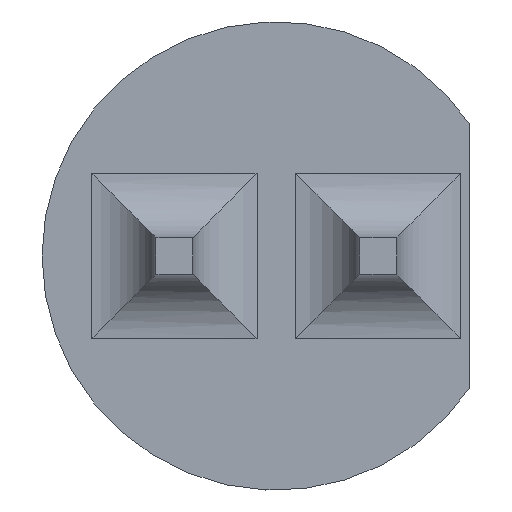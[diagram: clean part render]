
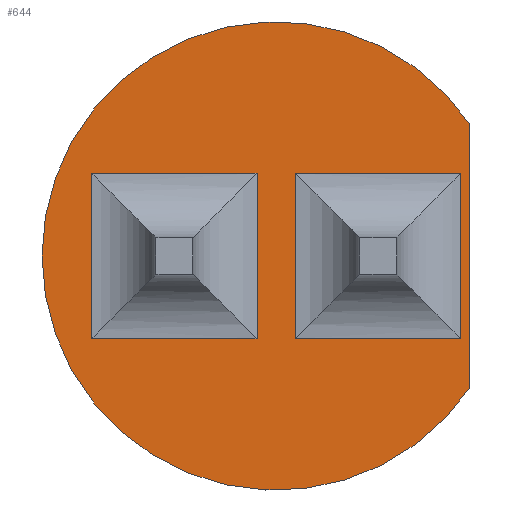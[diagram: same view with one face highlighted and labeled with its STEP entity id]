
A CAD part, front view. The second image highlights one B-rep face of the part: STEP entity #644.
In plain terms, the highlighted planar face has unit normal (0, -1, 0).
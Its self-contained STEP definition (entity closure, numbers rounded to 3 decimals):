
#11 = ORIENTED_EDGE ( 'NONE', *, *, #123, .T. ) ;
#14 = ORIENTED_EDGE ( 'NONE', *, *, #124, .T. ) ;
#18 = ORIENTED_EDGE ( 'NONE', *, *, #57, .T. ) ;
#22 = EDGE_LOOP ( 'NONE', ( #132, #129, #135 ) ) ;
#23 = ORIENTED_EDGE ( 'NONE', *, *, #60, .T. ) ;
#25 = ORIENTED_EDGE ( 'NONE', *, *, #59, .T. ) ;
#26 = ORIENTED_EDGE ( 'NONE', *, *, #116, .T. ) ;
#28 = ORIENTED_EDGE ( 'NONE', *, *, #61, .T. ) ;
#31 = ORIENTED_EDGE ( 'NONE', *, *, #62, .T. ) ;
#57 = EDGE_CURVE ( 'NONE', #688, #663, #787, .T. ) ;
#59 = EDGE_CURVE ( 'NONE', #655, #687, #785, .T. ) ;
#60 = EDGE_CURVE ( 'NONE', #687, #648, #786, .T. ) ;
#61 = EDGE_CURVE ( 'NONE', #648, #649, #791, .T. ) ;
#62 = EDGE_CURVE ( 'NONE', #649, #655, #793, .T. ) ;
#63 = EDGE_CURVE ( 'NONE', #693, #661, #795, .T. ) ;
#64 = EDGE_CURVE ( 'NONE', #388, #693, #789, .T. ) ;
#87 = EDGE_CURVE ( 'NONE', #661, #388, #834, .T. ) ;
#116 = EDGE_CURVE ( 'NONE', #663, #691, #870, .T. ) ;
#119 = AXIS2_PLACEMENT_3D ( 'NONE', #223, #221, #215 ) ;
#122 = AXIS2_PLACEMENT_3D ( 'NONE', #268, #267, #265 ) ;
#123 = EDGE_CURVE ( 'NONE', #691, #689, #871, .T. ) ;
#124 = EDGE_CURVE ( 'NONE', #689, #688, #873, .T. ) ;
#129 = ORIENTED_EDGE ( 'NONE', *, *, #64, .F. ) ;
#132 = ORIENTED_EDGE ( 'NONE', *, *, #63, .F. ) ;
#135 = ORIENTED_EDGE ( 'NONE', *, *, #87, .F. ) ;
#138 = CARTESIAN_POINT ( 'NONE',  ( 1.5, 1., 1.03 ) ) ;
#144 = CARTESIAN_POINT ( 'NONE',  ( -2.92, 1., 0. ) ) ;
#151 = DIRECTION ( 'NONE',  ( 0., 0., 1. ) ) ;
#152 = CARTESIAN_POINT ( 'NONE',  ( 0.24, 1., 0.23 ) ) ;
#215 = DIRECTION ( 'NONE',  ( -1., 0., 0. ) ) ;
#221 = DIRECTION ( 'NONE',  ( 0., 1., 0. ) ) ;
#223 = CARTESIAN_POINT ( 'NONE',  ( 0., 1., 0. ) ) ;
#229 = DIRECTION ( 'NONE',  ( 0., 0., -1. ) ) ;
#232 = CARTESIAN_POINT ( 'NONE',  ( -1.04, 1., 1.03 ) ) ;
#235 = CARTESIAN_POINT ( 'NONE',  ( 2.415, 1., 0. ) ) ;
#237 = DIRECTION ( 'NONE',  ( 1., 0., 0. ) ) ;
#241 = CARTESIAN_POINT ( 'NONE',  ( 1.04, 1., -1.03 ) ) ;
#244 = DIRECTION ( 'NONE',  ( 0., 0., 1. ) ) ;
#246 = CARTESIAN_POINT ( 'NONE',  ( -2.3, 1., 0.23 ) ) ;
#248 = DIRECTION ( 'NONE',  ( -1., 0., 0. ) ) ;
#255 = DIRECTION ( 'NONE',  ( 0., 0., -1. ) ) ;
#257 = DIRECTION ( 'NONE',  ( -1., 0., 0. ) ) ;
#261 = CARTESIAN_POINT ( 'NONE',  ( -0.24, 1., -0.23 ) ) ;
#265 = DIRECTION ( 'NONE',  ( -1., 0., 0. ) ) ;
#266 = CARTESIAN_POINT ( 'NONE',  ( -1.5, 1., -1.03 ) ) ;
#267 = DIRECTION ( 'NONE',  ( 0., 1., 0. ) ) ;
#268 = CARTESIAN_POINT ( 'NONE',  ( 0., 1., 0. ) ) ;
#280 = DIRECTION ( 'NONE',  ( 0., 0., -1. ) ) ;
#283 = CARTESIAN_POINT ( 'NONE',  ( 2.3, 1., -0.23 ) ) ;
#298 = DIRECTION ( 'NONE',  ( 1., 0., 0. ) ) ;
#367 = AXIS2_PLACEMENT_3D ( 'NONE', #520, #522, #527 ) ;
#388 = VERTEX_POINT ( 'NONE', #144 ) ;
#520 = CARTESIAN_POINT ( 'NONE',  ( 0., 1., 0. ) ) ;
#522 = DIRECTION ( 'NONE',  ( 0., 1., 0. ) ) ;
#526 = PLANE ( 'NONE',  #367 ) ;
#527 = DIRECTION ( 'NONE',  ( -1., 0., 0. ) ) ;
#537 = CARTESIAN_POINT ( 'NONE',  ( 2.415, 1., -1.641 ) ) ;
#538 = CARTESIAN_POINT ( 'NONE',  ( -2.3, 1., -1.03 ) ) ;
#539 = CARTESIAN_POINT ( 'NONE',  ( -2.3, 1., 1.03 ) ) ;
#545 = CARTESIAN_POINT ( 'NONE',  ( -0.24, 1., 1.03 ) ) ;
#551 = CARTESIAN_POINT ( 'NONE',  ( 0.24, 1., -1.03 ) ) ;
#557 = CARTESIAN_POINT ( 'NONE',  ( -0.24, 1., -1.03 ) ) ;
#558 = CARTESIAN_POINT ( 'NONE',  ( 2.3, 1., -1.03 ) ) ;
#559 = CARTESIAN_POINT ( 'NONE',  ( 2.3, 1., 1.03 ) ) ;
#561 = CARTESIAN_POINT ( 'NONE',  ( 0.24, 1., 1.03 ) ) ;
#563 = CARTESIAN_POINT ( 'NONE',  ( 2.415, 1., 1.641 ) ) ;
#609 = FACE_BOUND ( 'NONE', #671, .T. ) ;
#612 = FACE_BOUND ( 'NONE', #673, .T. ) ;
#613 = FACE_OUTER_BOUND ( 'NONE', #22, .T. ) ;
#644 = ADVANCED_FACE ( 'NONE', ( #612, #609, #613 ), #526, .F. ) ;
#648 = VERTEX_POINT ( 'NONE', #538 ) ;
#649 = VERTEX_POINT ( 'NONE', #539 ) ;
#655 = VERTEX_POINT ( 'NONE', #545 ) ;
#661 = VERTEX_POINT ( 'NONE', #537 ) ;
#663 = VERTEX_POINT ( 'NONE', #551 ) ;
#671 = EDGE_LOOP ( 'NONE', ( #25, #23, #28, #31 ) ) ;
#673 = EDGE_LOOP ( 'NONE', ( #26, #11, #14, #18 ) ) ;
#687 = VERTEX_POINT ( 'NONE', #557 ) ;
#688 = VERTEX_POINT ( 'NONE', #558 ) ;
#689 = VERTEX_POINT ( 'NONE', #559 ) ;
#691 = VERTEX_POINT ( 'NONE', #561 ) ;
#693 = VERTEX_POINT ( 'NONE', #563 ) ;
#785 = LINE ( 'NONE', #261, #790 ) ;
#786 = LINE ( 'NONE', #266, #792 ) ;
#787 = LINE ( 'NONE', #241, #788 ) ;
#788 = VECTOR ( 'NONE', #257, 1000. ) ;
#789 = CIRCLE ( 'NONE', #119, 2.92 ) ;
#790 = VECTOR ( 'NONE', #255, 1000. ) ;
#791 = LINE ( 'NONE', #246, #794 ) ;
#792 = VECTOR ( 'NONE', #248, 1000. ) ;
#793 = LINE ( 'NONE', #232, #796 ) ;
#794 = VECTOR ( 'NONE', #244, 1000. ) ;
#795 = LINE ( 'NONE', #235, #798 ) ;
#796 = VECTOR ( 'NONE', #237, 1000. ) ;
#798 = VECTOR ( 'NONE', #229, 1000. ) ;
#834 = CIRCLE ( 'NONE', #122, 2.92 ) ;
#870 = LINE ( 'NONE', #152, #872 ) ;
#871 = LINE ( 'NONE', #138, #874 ) ;
#872 = VECTOR ( 'NONE', #151, 1000. ) ;
#873 = LINE ( 'NONE', #283, #876 ) ;
#874 = VECTOR ( 'NONE', #298, 1000. ) ;
#876 = VECTOR ( 'NONE', #280, 1000. ) ;
